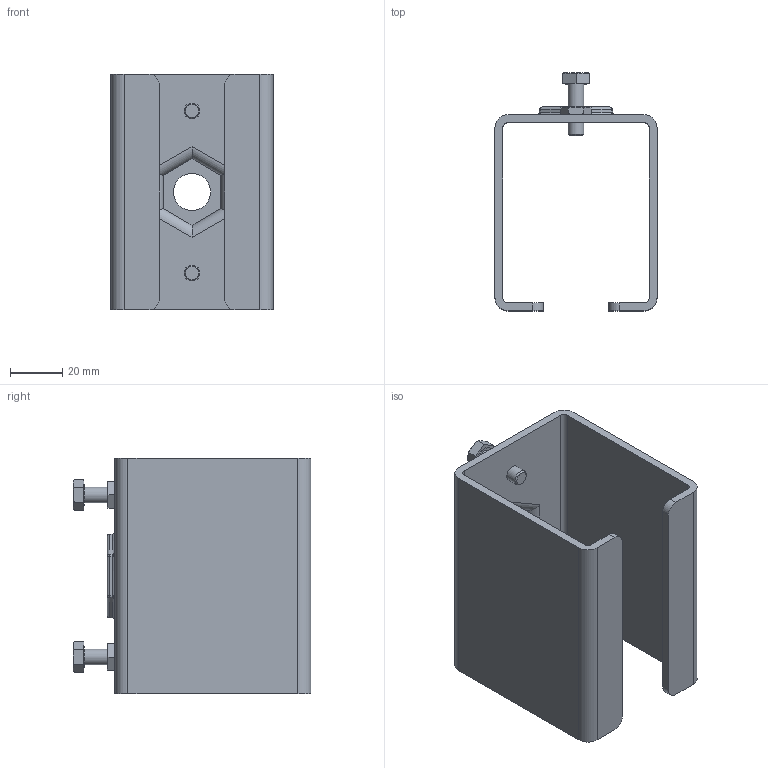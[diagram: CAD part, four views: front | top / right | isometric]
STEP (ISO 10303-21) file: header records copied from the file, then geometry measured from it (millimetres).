
FILE_DESCRIPTION(/* description */ (''),/* implementation_level */ '2;1');
FILE_NAME(/* name */ '6256M.stp',/* time_stamp */ '2017-05-30T15:19:36+02:00',/* author */ ('Giuliano'),/* organization */ (''),/* preprocessor_version */ 'ST-DEVELOPER v16.5',/* originating_system */ 'Autodesk Inventor 2017',/* authorisation */ '');
FILE_SCHEMA (('AUTOMOTIVE_DESIGN { 1 0 10303 214 3 1 1 }'));
Length unit declared in the file: millimetre
Products named in the file (1): Pièce1
Bounding box: 62 x 91 x 90 mm (x, y, z)
Volume: 64348.2 mm3; surface area: 45004.2 mm2
Topology: 1 solids, 1 shells, 125 faces, 293 edges, 176 vertices
Faces by surface type: plane 62, cylinder 43, cone 6, sphere 6, bspline 6, torus 2
Full cylindrical faces by diameter (mm): 6 x4, 8 x2, 14.2 x1
Entity records: 3776 total; most frequent: CARTESIAN_POINT 926, DIRECTION 560, ORIENTED_EDGE 536, EDGE_CURVE 268, AXIS2_PLACEMENT_3D 208, VERTEX_POINT 172, EDGE_LOOP 154, LINE 144
